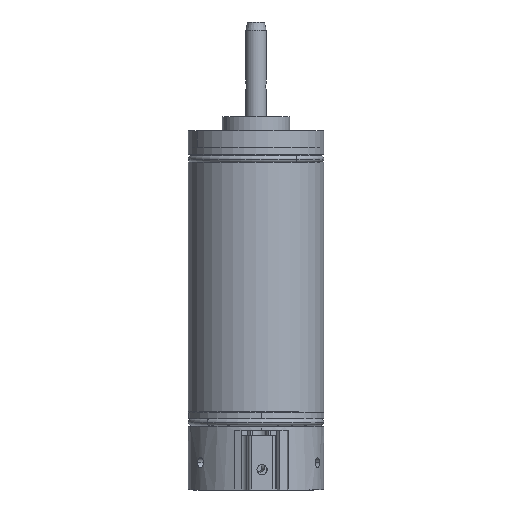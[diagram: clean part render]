
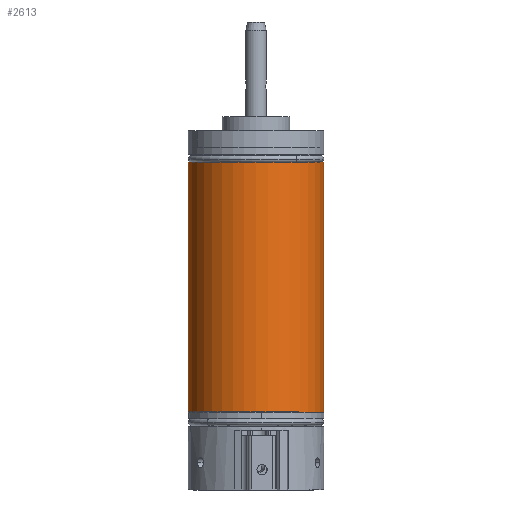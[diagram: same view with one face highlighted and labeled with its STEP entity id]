
A CAD part, left-side view. The second image highlights one B-rep face of the part: STEP entity #2613.
In plain terms, the highlighted cylindrical face has radius 10 mm (diameter 20 mm), a partial arc.
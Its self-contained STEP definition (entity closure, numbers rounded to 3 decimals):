
#2 = CARTESIAN_POINT ( 'NONE',  ( 0., 36.8, 0. ) ) ;
#132 = CARTESIAN_POINT ( 'NONE',  ( 0., 0., -10. ) ) ;
#443 = VERTEX_POINT ( 'NONE', #6651 ) ;
#792 = DIRECTION ( 'NONE',  ( 0., 0., -1. ) ) ;
#1174 = AXIS2_PLACEMENT_3D ( 'NONE', #4471, #9988, #5272 ) ;
#1482 = EDGE_LOOP ( 'NONE', ( #6244, #7226, #4693, #6494 ) ) ;
#1939 = CIRCLE ( 'NONE', #8023, 10. ) ;
#2512 = VECTOR ( 'NONE', #7889, 1000. ) ;
#2613 = ADVANCED_FACE ( 'NONE', ( #8197 ), #7928, .T. ) ;
#3200 = CARTESIAN_POINT ( 'NONE',  ( 0., 0., 10. ) ) ;
#3343 = EDGE_CURVE ( 'NONE', #7018, #7937, #5481, .T. ) ;
#3408 = VECTOR ( 'NONE', #5167, 1000. ) ;
#3464 = DIRECTION ( 'NONE',  ( 0., -1., 0. ) ) ;
#4471 = CARTESIAN_POINT ( 'NONE',  ( 0., 0., 0. ) ) ;
#4693 = ORIENTED_EDGE ( 'NONE', *, *, #8459, .T. ) ;
#5167 = DIRECTION ( 'NONE',  ( 0., -1., 0. ) ) ;
#5236 = CIRCLE ( 'NONE', #1174, 10. ) ;
#5272 = DIRECTION ( 'NONE',  ( 0., 0., -1. ) ) ;
#5481 = LINE ( 'NONE', #9881, #3408 ) ;
#5501 = DIRECTION ( 'NONE',  ( 0., -1., 0. ) ) ;
#6244 = ORIENTED_EDGE ( 'NONE', *, *, #3343, .F. ) ;
#6494 = ORIENTED_EDGE ( 'NONE', *, *, #9937, .F. ) ;
#6610 = CARTESIAN_POINT ( 'NONE',  ( 0., 36.8, 10. ) ) ;
#6651 = CARTESIAN_POINT ( 'NONE',  ( 0., 36.8, -10. ) ) ;
#6720 = LINE ( 'NONE', #7123, #2512 ) ;
#7018 = VERTEX_POINT ( 'NONE', #6610 ) ;
#7123 = CARTESIAN_POINT ( 'NONE',  ( 0., 0., -10. ) ) ;
#7226 = ORIENTED_EDGE ( 'NONE', *, *, #10076, .T. ) ;
#7410 = CARTESIAN_POINT ( 'NONE',  ( 0., 0., 0. ) ) ;
#7889 = DIRECTION ( 'NONE',  ( 0., -1., 0. ) ) ;
#7928 = CYLINDRICAL_SURFACE ( 'NONE', #8038, 10. ) ;
#7937 = VERTEX_POINT ( 'NONE', #3200 ) ;
#8023 = AXIS2_PLACEMENT_3D ( 'NONE', #2, #5501, #792 ) ;
#8038 = AXIS2_PLACEMENT_3D ( 'NONE', #7410, #3464, #8987 ) ;
#8197 = FACE_OUTER_BOUND ( 'NONE', #1482, .T. ) ;
#8459 = EDGE_CURVE ( 'NONE', #443, #8553, #6720, .T. ) ;
#8553 = VERTEX_POINT ( 'NONE', #132 ) ;
#8987 = DIRECTION ( 'NONE',  ( 0., 0., -1. ) ) ;
#9881 = CARTESIAN_POINT ( 'NONE',  ( 0., 0., 10. ) ) ;
#9937 = EDGE_CURVE ( 'NONE', #7937, #8553, #5236, .T. ) ;
#9988 = DIRECTION ( 'NONE',  ( 0., -1., 0. ) ) ;
#10076 = EDGE_CURVE ( 'NONE', #7018, #443, #1939, .T. ) ;
